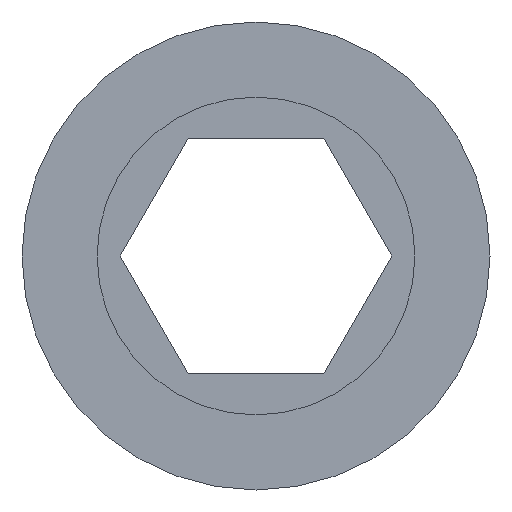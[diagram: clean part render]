
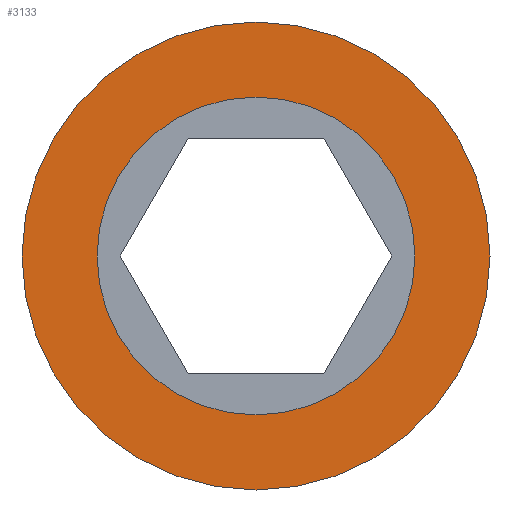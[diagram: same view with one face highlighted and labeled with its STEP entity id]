
A CAD part, front view. The second image highlights one B-rep face of the part: STEP entity #3133.
In plain terms, the highlighted planar face has unit normal (0, -1, 0).
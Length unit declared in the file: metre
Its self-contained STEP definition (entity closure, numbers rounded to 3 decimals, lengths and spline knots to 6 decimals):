
#42=PLANE('',#3554);
#1112=ORIENTED_EDGE('',*,*,#1914,.F.);
#1113=ORIENTED_EDGE('',*,*,#1912,.T.);
#1912=EDGE_CURVE('',#2238,#2238,#2498,.T.);
#1914=EDGE_CURVE('',#2240,#2240,#2500,.T.);
#2238=VERTEX_POINT('',#5536);
#2240=VERTEX_POINT('',#5541);
#2498=CIRCLE('',#3552,0.012715);
#2500=CIRCLE('',#3555,0.008636);
#2658=EDGE_LOOP('',(#1112));
#2659=EDGE_LOOP('',(#1113));
#2834=FACE_BOUND('',#2658,.T.);
#2835=FACE_BOUND('',#2659,.T.);
#3133=ADVANCED_FACE('',(#2834,#2835),#42,.T.);
#3552=AXIS2_PLACEMENT_3D('',#5535,#4569,#4570);
#3554=AXIS2_PLACEMENT_3D('',#5539,#4573,#4574);
#3555=AXIS2_PLACEMENT_3D('',#5540,#4575,#4576);
#4569=DIRECTION('',(0.,-1.,0.));
#4570=DIRECTION('',(0.,0.,-1.));
#4573=DIRECTION('',(0.,-1.,0.));
#4574=DIRECTION('',(1.,0.,0.));
#4575=DIRECTION('',(0.,-1.,0.));
#4576=DIRECTION('',(0.,0.,-1.));
#5535=CARTESIAN_POINT('',(0.,-0.019643,0.));
#5536=CARTESIAN_POINT('',(0.,-0.019643,-0.012715));
#5539=CARTESIAN_POINT('',(0.,-0.019643,0.));
#5540=CARTESIAN_POINT('',(0.,-0.019643,0.));
#5541=CARTESIAN_POINT('',(0.,-0.019643,-0.008636));
